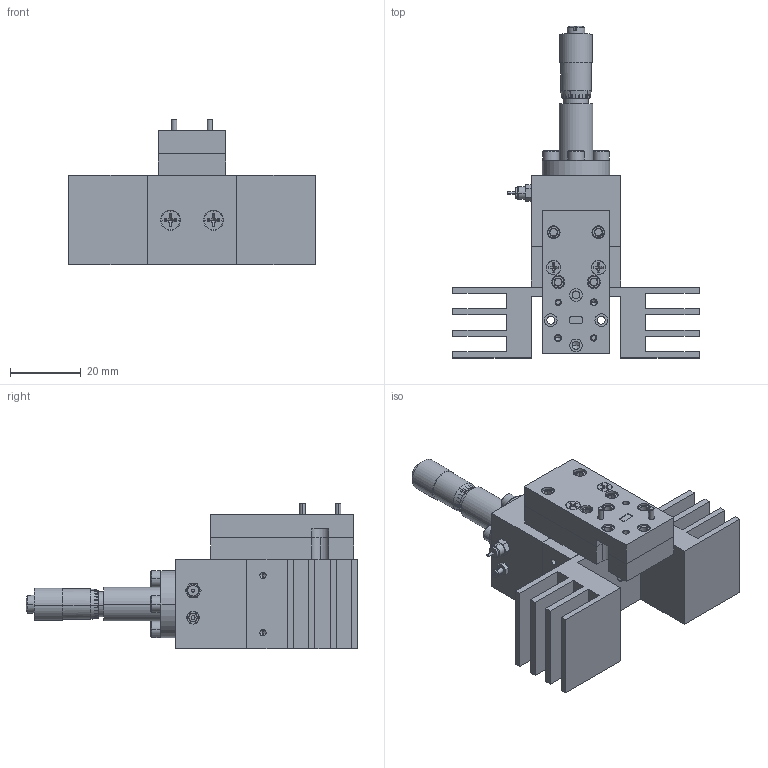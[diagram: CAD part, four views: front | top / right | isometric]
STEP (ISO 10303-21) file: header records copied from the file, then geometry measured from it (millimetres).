
FILE_DESCRIPTION (( 'STEP AP203' ), '1' );
FILE_NAME ('SOF-1507-M1.STEP', '2019-03-29T00:05:35', ( '' ), ( '' ), 'SwSTEP 2.0', 'SolidWorks 2016', '' );
FILE_SCHEMA (( 'CONFIG_CONTROL_DESIGN' ));
Length unit declared in the file: millimetre
Products named in the file (1): SOF-1507-M1
Bounding box: 69.85 x 94.08 x 41.34 mm (x, y, z)
Volume: 43692.2 mm3; surface area: 31551.9 mm2
Topology: 32 solids, 32 shells, 1367 faces, 3300 edges, 2007 vertices
Faces by surface type: plane 592, cylinder 410, cone 353, bspline 6, sphere 4, torus 2
Entity records: 42171 total; most frequent: CARTESIAN_POINT 10919, DIRECTION 6507, ORIENTED_EDGE 6396, EDGE_CURVE 3198, AXIS2_PLACEMENT_3D 2454, VERTEX_POINT 2007, VECTOR 1599, LINE 1599
